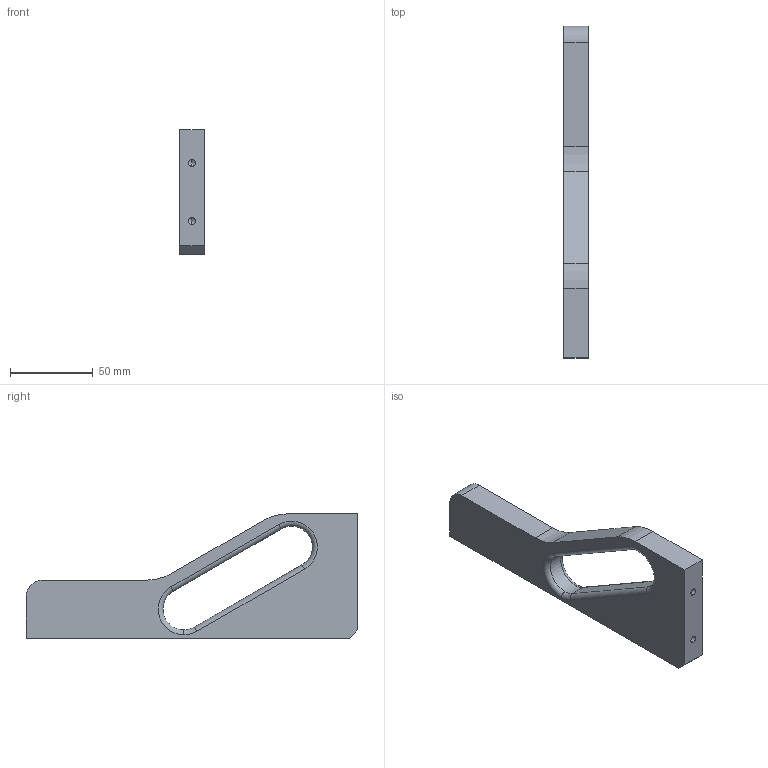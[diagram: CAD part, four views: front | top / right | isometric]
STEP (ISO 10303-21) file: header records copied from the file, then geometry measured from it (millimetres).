
FILE_DESCRIPTION (( 'STEP AP214' ), '1' );
FILE_NAME ('plaque3.STEP', '2020-04-09T12:39:31', ( '' ), ( '' ), 'SwSTEP 2.0', 'SolidWorks 2015', '' );
FILE_SCHEMA (( 'AUTOMOTIVE_DESIGN' ));
Length unit declared in the file: millimetre
Products named in the file (1): plaque3
Bounding box: 15 x 200 x 75 mm (x, y, z)
Volume: 117473.4 mm3; surface area: 27841.6 mm2
Topology: 1 solids, 1 shells, 47 faces, 117 edges, 67 vertices
Faces by surface type: cylinder 20, plane 11, cone 10, torus 6
Entity records: 1365 total; most frequent: DIRECTION 253, CARTESIAN_POINT 222, ORIENTED_EDGE 214, EDGE_CURVE 107, AXIS2_PLACEMENT_3D 98, VERTEX_POINT 67, LINE 57, VECTOR 57
